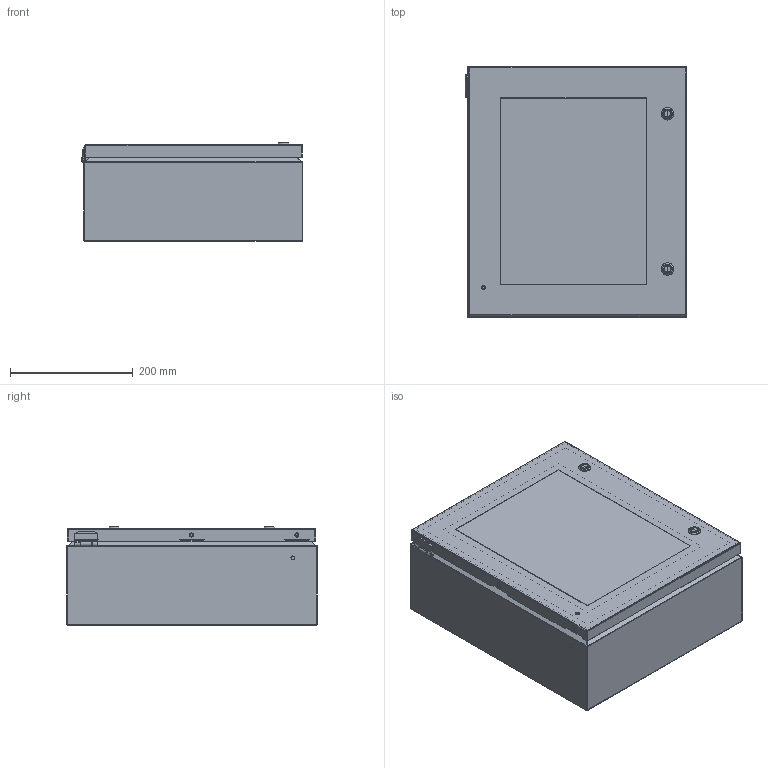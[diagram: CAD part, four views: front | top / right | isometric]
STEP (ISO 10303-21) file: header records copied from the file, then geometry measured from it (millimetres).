
FILE_DESCRIPTION (( 'STEP AP214' ), '1' );
FILE_NAME ('SCE-1614ELJW.STEP', '2021-01-24T16:54:38', ( '' ), ( '' ), 'SwSTEP 2.0', 'SolidWorks 2019', '' );
FILE_SCHEMA (( 'AUTOMOTIVE_DESIGN' ));
Length unit declared in the file: inch
Products named in the file (1): SCE-1614ELJW
Bounding box: 361.2 x 407.92 x 159.91 mm (x, y, z)
Volume: 1537183.9 mm3; surface area: 1455544.6 mm2
Topology: 42 solids, 43 shells, 2599 faces, 6431 edges, 3812 vertices
Faces by surface type: bspline 1117, plane 728, cylinder 682, cone 40, torus 24, sphere 8
Full cylindrical faces by diameter (mm): 0.508 x1, 2.54 x1, 3.962 x1, 4.013 x1, 4.06 x2, 4.318 x6, 4.572 x1, 4.775 x8, 4.826 x8, 4.981 x1, 5.08 x2, 5.537 x2, 5.842 x1, 6.02 x1, 6.058 x2, 6.35 x6, 6.463 x2, 6.502 x2, 6.756 x3, 6.824 x2, 7.112 x6, 7.167 x2, 7.216 x4, 7.874 x2, 8.28 x2, 8.89 x2, 9.474 x6, 10.922 x2, 11.684 x2, 12.065 x2
Entity records: 164649 total; most frequent: CARTESIAN_POINT 82911, ORIENTED_EDGE 12120, EDGE_CURVE 6060, DIRECTION 5787, VERTEX_POINT 3755, B_SPLINE_CURVE_WITH_KNOTS 3530, EDGE_LOOP 2877, FACE_OUTER_BOUND 2730
